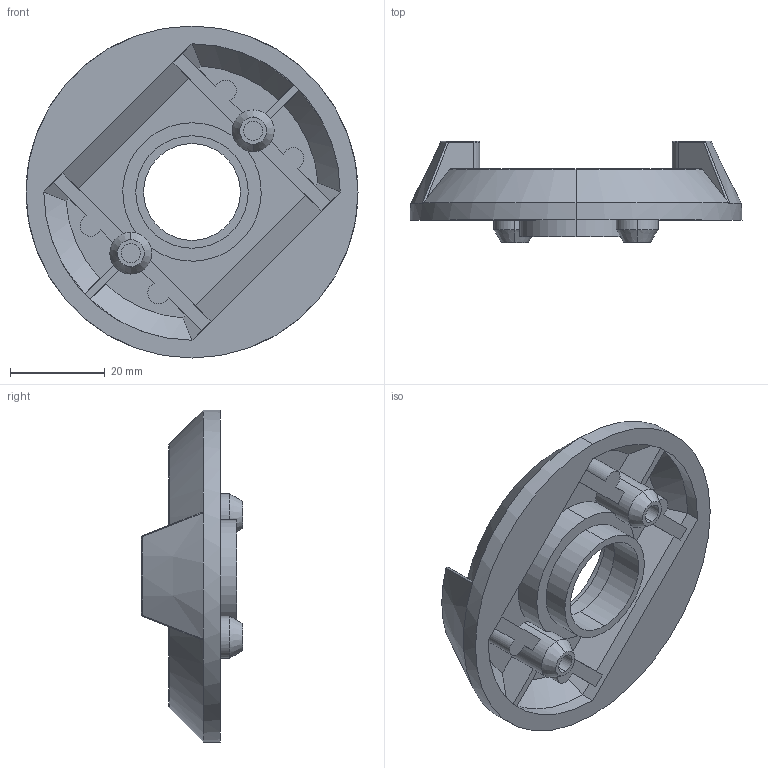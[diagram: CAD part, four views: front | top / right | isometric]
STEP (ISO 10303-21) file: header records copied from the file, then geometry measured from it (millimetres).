
FILE_DESCRIPTION (( 'STEP AP203' ), '1' );
FILE_NAME ('侲膹馯罻 栦 栺闀闉鍎 232-0410.03.STEP', '2016-07-15T10:15:18', ( '' ), ( '' ), 'SwSTEP 2.0', 'SolidWorks 2012', '' );
FILE_SCHEMA (( 'CONFIG_CONTROL_DESIGN' ));
Length unit declared in the file: millimetre
Products named in the file (1): 侲膹馯罻 栦 栺闀闉鍎 232-0410.03
Bounding box: 70 x 21.3 x 70 mm (x, y, z)
Volume: 23633.6 mm3; surface area: 13650.3 mm2
Topology: 1 solids, 1 shells, 115 faces, 295 edges, 184 vertices
Faces by surface type: plane 52, cylinder 35, cone 13, torus 7, bspline 4, sphere 4
Entity records: 3649 total; most frequent: CARTESIAN_POINT 763, DIRECTION 610, ORIENTED_EDGE 582, EDGE_CURVE 291, AXIS2_PLACEMENT_3D 235, VERTEX_POINT 184, LINE 140, VECTOR 140
